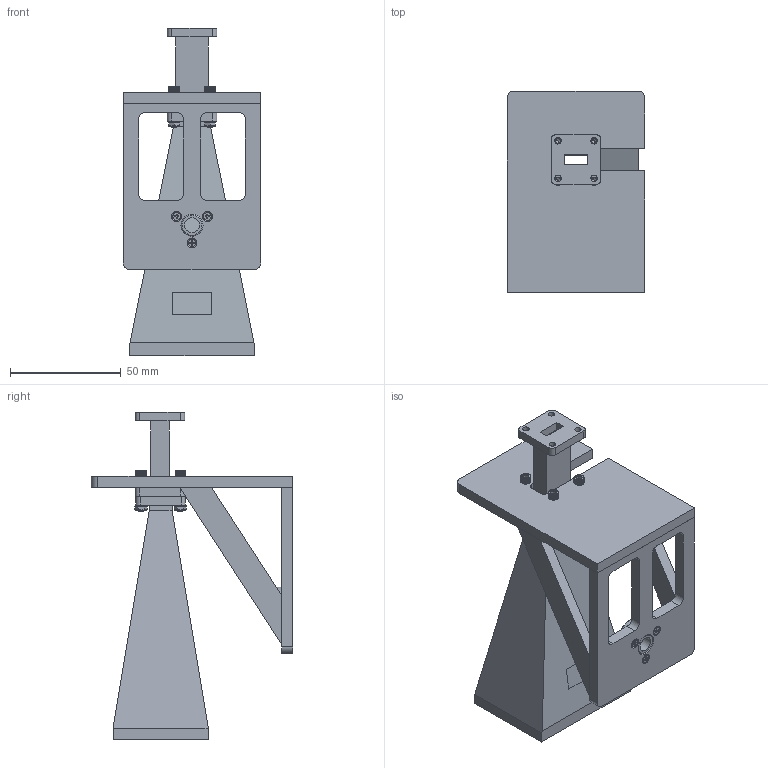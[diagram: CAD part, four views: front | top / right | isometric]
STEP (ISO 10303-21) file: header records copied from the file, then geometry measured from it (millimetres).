
FILE_DESCRIPTION (( 'STEP AP214' ), '1' );
FILE_NAME ('FM2WAN042-20_3D.step', '2024-07-17T23:30:15', ( '' ), ( '' ), 'SwSTEP 2.0', 'SolidWorks 2022', '' );
FILE_SCHEMA (( 'AUTOMOTIVE_DESIGN' ));
Length unit declared in the file: inch
Products named in the file (12): Copy of HD-ZJL-220 À®°ÈÌìÏßÖ§¼Ü^FMWAN042-LMT_FM2WAN042-20; FMWAN042-LMT^FM2WAN042-20; 4-40HN-NARROW^FM2WAN042-20_90760A210; Copy of 908ÂÝÄ¸^FMWAN042-LMT_FM2WAN042-20; FMWAN042-20^FM2WAN042-20; Screw 4-40SH x 5_8^FM2WAN042-20; Copy of cross recessed countersunk head screws gb1_GB_CROSS_SCREWS_TYPE4 M2X8-6.8  H type-N^FMWAN042-LMT_FM2WAN042-20; STDF RCTL^FMW42S001-1.5_FM2WAN042-20; FM2WAN042-20_3D; FMW42S001-1.5^FM2WAN042-20; 4-LW^FM2WAN042-20; FBP220^FMW42S001-1.5_FM2WAN042-20
Assembly tree (23 placements, depth 3):
  FM2WAN042-20_3D
    FMWAN042-LMT^FM2WAN042-20
      Copy of HD-ZJL-220 À®°ÈÌìÏßÖ§¼Ü^FMWAN042-LMT_FM2WAN042-20
      Copy of 908ÂÝÄ¸^FMWAN042-LMT_FM2WAN042-20
      Copy of cross recessed countersunk head screws gb1_GB_CROSS_SCREWS_TYPE4 M2X8-6.8  H type-N^FMWAN042-LMT_FM2WAN042-20  x3
    FMW42S001-1.5^FM2WAN042-20
      FBP220^FMW42S001-1.5_FM2WAN042-20  x2
      STDF RCTL^FMW42S001-1.5_FM2WAN042-20
    FMWAN042-20^FM2WAN042-20
    4-LW^FM2WAN042-20  x4
    4-40HN-NARROW^FM2WAN042-20_90760A210  x4
    Screw 4-40SH x 5_8^FM2WAN042-20  x4
Bounding box: 62 x 91 x 148 mm (x, y, z)
Volume: 98193.3 mm3; surface area: 61522.2 mm2
Topology: 24 solids, 24 shells, 2271 faces, 6406 edges, 4190 vertices
Faces by surface type: plane 827, cylinder 648, cone 460, torus 312, bspline 24
Entity records: 30564 total; most frequent: CARTESIAN_POINT 13285, ORIENTED_EDGE 3842, DIRECTION 3060, EDGE_CURVE 1921, VERTEX_POINT 1259, AXIS2_PLACEMENT_3D 1167, EDGE_LOOP 752, LINE 726
